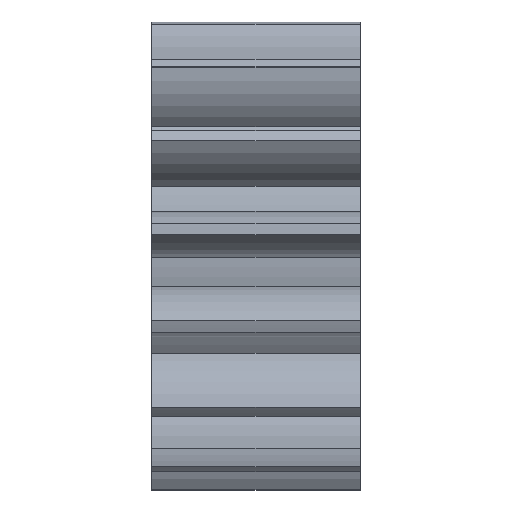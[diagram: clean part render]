
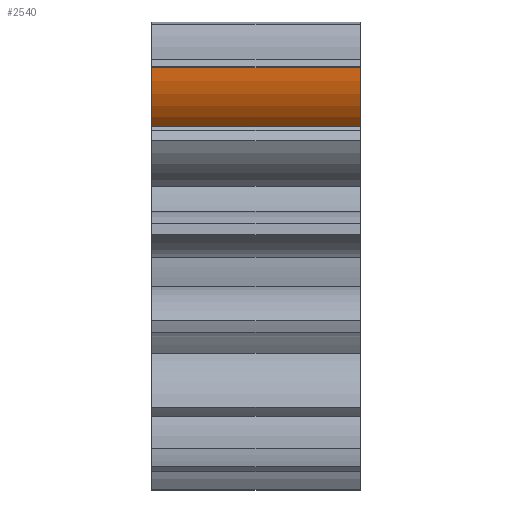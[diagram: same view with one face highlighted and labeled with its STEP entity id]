
A CAD part, top view. The second image highlights one B-rep face of the part: STEP entity #2540.
In plain terms, the highlighted cylindrical face has radius 3.81 mm (diameter 7.62 mm), a partial arc.
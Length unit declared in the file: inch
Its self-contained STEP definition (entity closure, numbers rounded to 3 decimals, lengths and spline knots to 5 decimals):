
#22 = CARTESIAN_POINT ( 'NONE',  ( -1.89089, 0.44491, 1.06467 ) ) ;
#369 = CYLINDRICAL_SURFACE ( 'NONE', #1423, 0.15 ) ;
#378 = ORIENTED_EDGE ( 'NONE', *, *, #1428, .T. ) ;
#427 = FACE_OUTER_BOUND ( 'NONE', #919, .T. ) ;
#429 = DIRECTION ( 'NONE',  ( -1., 0., 0. ) ) ;
#470 = ORIENTED_EDGE ( 'NONE', *, *, #1576, .T. ) ;
#520 = CARTESIAN_POINT ( 'NONE',  ( -1.51589, 0.44491, 1.06467 ) ) ;
#684 = DIRECTION ( 'NONE',  ( -1., 0., 0. ) ) ;
#725 = VECTOR ( 'NONE', #684, 39.37008 ) ;
#734 = CARTESIAN_POINT ( 'NONE',  ( -1.89089, 0.55164, 1.10927 ) ) ;
#754 = VECTOR ( 'NONE', #429, 39.37008 ) ;
#806 = LINE ( 'NONE', #1642, #754 ) ;
#848 = CARTESIAN_POINT ( 'NONE',  ( -1.51589, 0.55164, 0.95927 ) ) ;
#919 = EDGE_LOOP ( 'NONE', ( #470, #378, #2331, #2031 ) ) ;
#1020 = CARTESIAN_POINT ( 'NONE',  ( -1.51589, 0.55164, 0.95927 ) ) ;
#1073 = DIRECTION ( 'NONE',  ( 0., 0.743, -0.669 ) ) ;
#1080 = CARTESIAN_POINT ( 'NONE',  ( -1.89089, 0.55164, 0.95927 ) ) ;
#1127 = EDGE_CURVE ( 'NONE', #1261, #1784, #2232, .T. ) ;
#1261 = VERTEX_POINT ( 'NONE', #1385 ) ;
#1324 = DIRECTION ( 'NONE',  ( 0., 0.743, -0.669 ) ) ;
#1352 = AXIS2_PLACEMENT_3D ( 'NONE', #848, #2169, #1073 ) ;
#1385 = CARTESIAN_POINT ( 'NONE',  ( -1.51589, 0.44491, 1.06467 ) ) ;
#1423 = AXIS2_PLACEMENT_3D ( 'NONE', #1020, #1973, #2139 ) ;
#1428 = EDGE_CURVE ( 'NONE', #2295, #1997, #806, .T. ) ;
#1431 = CARTESIAN_POINT ( 'NONE',  ( -1.51589, 0.55164, 1.10927 ) ) ;
#1548 = CIRCLE ( 'NONE', #1709, 0.15 ) ;
#1576 = EDGE_CURVE ( 'NONE', #1261, #2295, #2509, .T. ) ;
#1621 = EDGE_CURVE ( 'NONE', #1784, #1997, #1548, .T. ) ;
#1642 = CARTESIAN_POINT ( 'NONE',  ( -1.51589, 0.55164, 1.10927 ) ) ;
#1709 = AXIS2_PLACEMENT_3D ( 'NONE', #1080, #2388, #1324 ) ;
#1784 = VERTEX_POINT ( 'NONE', #22 ) ;
#1973 = DIRECTION ( 'NONE',  ( -1., 0., 0. ) ) ;
#1997 = VERTEX_POINT ( 'NONE', #734 ) ;
#2031 = ORIENTED_EDGE ( 'NONE', *, *, #1127, .F. ) ;
#2139 = DIRECTION ( 'NONE',  ( 0., 0., 1. ) ) ;
#2169 = DIRECTION ( 'NONE',  ( -1., 0., 0. ) ) ;
#2232 = LINE ( 'NONE', #520, #725 ) ;
#2295 = VERTEX_POINT ( 'NONE', #1431 ) ;
#2331 = ORIENTED_EDGE ( 'NONE', *, *, #1621, .F. ) ;
#2388 = DIRECTION ( 'NONE',  ( -1., 0., 0. ) ) ;
#2509 = CIRCLE ( 'NONE', #1352, 0.15 ) ;
#2540 = ADVANCED_FACE ( 'NONE', ( #427 ), #369, .T. ) ;
